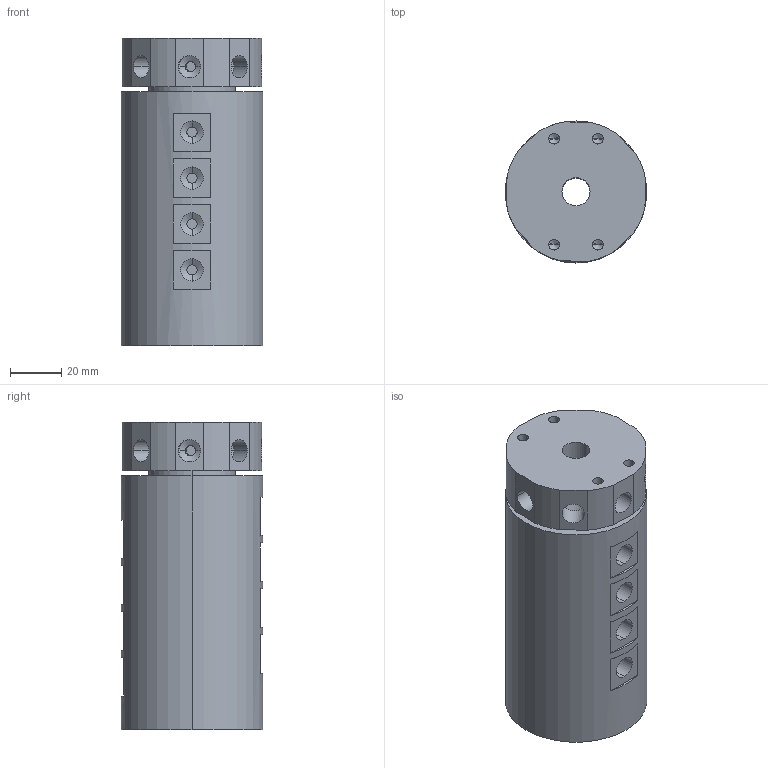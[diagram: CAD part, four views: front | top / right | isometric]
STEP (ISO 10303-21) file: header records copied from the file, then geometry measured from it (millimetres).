
FILE_DESCRIPTION (( 'STEP AP203' ), '1' );
FILE_NAME ('RK81(N1208).STEP', '2020-07-13T08:38:36', ( '微软用户' ), ( '微软中国' ), 'SwSTEP 2.0', 'SolidWorks 2014', '' );
FILE_SCHEMA (( 'CONFIG_CONTROL_DESIGN' ));
Length unit declared in the file: millimetre
Products named in the file (1): RK81(N1208)
Bounding box: 55.5 x 55.5 x 120.5 mm (x, y, z)
Volume: 259597.6 mm3; surface area: 40883.6 mm2
Topology: 1 solids, 1 shells, 220 faces, 484 edges, 281 vertices
Faces by surface type: cylinder 108, cone 58, plane 54
Entity records: 6034 total; most frequent: DIRECTION 1120, CARTESIAN_POINT 1083, ORIENTED_EDGE 916, EDGE_CURVE 458, AXIS2_PLACEMENT_3D 449, VERTEX_POINT 281, EDGE_LOOP 263, CIRCLE 228
